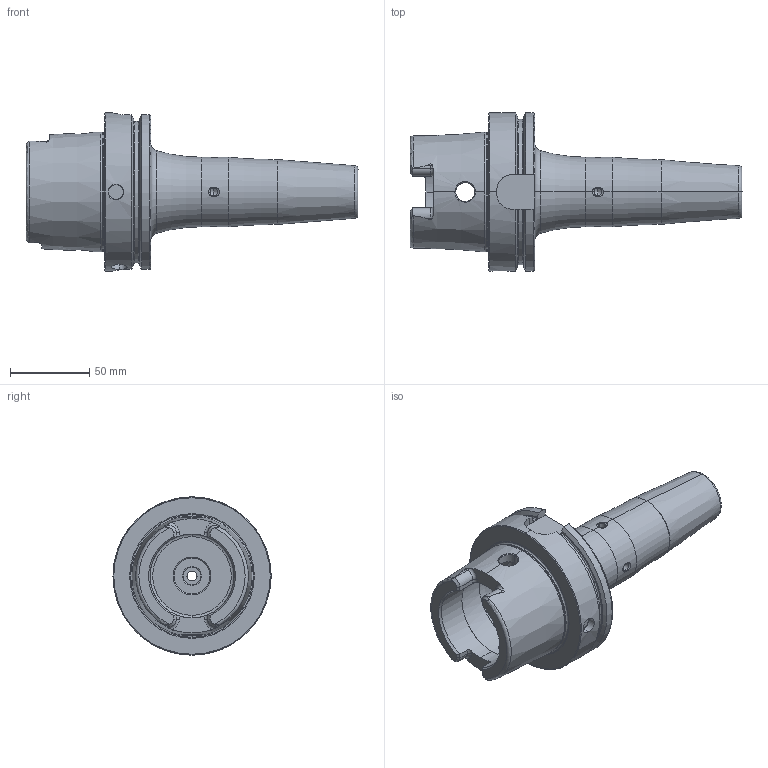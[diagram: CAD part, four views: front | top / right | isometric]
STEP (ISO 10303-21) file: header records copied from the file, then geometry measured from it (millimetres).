
FILE_DESCRIPTION (( 'STEP AP203' ), '1' );
FILE_NAME ('HA0-S20.K21.160.STEP', '2012-09-10T14:29:27', ( 'baer' ), ( 'Hewlett-Packard Company' ), 'SwSTEP 2.0', 'SolidWorks 2012', '' );
FILE_SCHEMA (( 'CONFIG_CONTROL_DESIGN' ));
Length unit declared in the file: millimetre
Products named in the file (4): HA0-S20.K21.160; ERU-CJ2.001.006; ERU-AN5.K01.020_A; HA0-S20.K21.160_C_Fertigbearbeitung
Assembly tree (4 placements, depth 2):
  HA0-S20.K21.160
    HA0-S20.K21.160_C_Fertigbearbeitung
    ERU-AN5.K01.020_A
    ERU-CJ2.001.006  x2
Bounding box: 209.98 x 100 x 100 mm (x, y, z)
Volume: 409002.7 mm3; surface area: 74431 mm2
Topology: 4 solids, 4 shells, 302 faces, 753 edges, 452 vertices
Faces by surface type: plane 95, cylinder 89, cone 69, torus 45, bspline 4
Entity records: 10651 total; most frequent: CARTESIAN_POINT 3525, ORIENTED_EDGE 1418, DIRECTION 1403, EDGE_CURVE 709, AXIS2_PLACEMENT_3D 554, VERTEX_POINT 432, EDGE_LOOP 303, VECTOR 295
